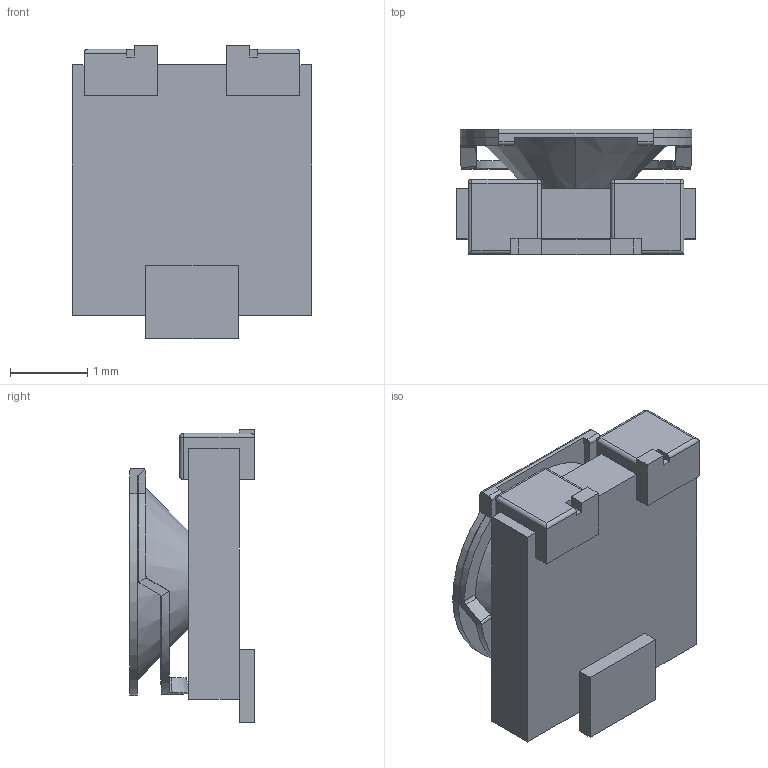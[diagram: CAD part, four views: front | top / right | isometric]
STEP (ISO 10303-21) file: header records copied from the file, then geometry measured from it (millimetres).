
FILE_DESCRIPTION (( 'STEP AP214' ), '1' );
FILE_NAME ('EVM-3E.STEP', '2017-01-13T18:53:05', ( '砐錪賧瘔蠈錪 Windows' ), ( '' ), 'SwSTEP 2.0', 'SolidWorks 2016', '' );
FILE_SCHEMA (( 'AUTOMOTIVE_DESIGN' ));
Length unit declared in the file: millimetre
Products named in the file (1): EVM-3E
Bounding box: 3.1 x 1.62 x 3.8 mm (x, y, z)
Volume: 8.7 mm3; surface area: 59 mm2
Topology: 1 solids, 1 shells, 147 faces, 409 edges, 261 vertices
Faces by surface type: plane 85, cylinder 27, bspline 26, cone 5, sphere 4
Entity records: 5673 total; most frequent: CARTESIAN_POINT 1991, ORIENTED_EDGE 810, DIRECTION 607, EDGE_CURVE 405, VERTEX_POINT 261, VECTOR 245, LINE 245, AXIS2_PLACEMENT_3D 181
